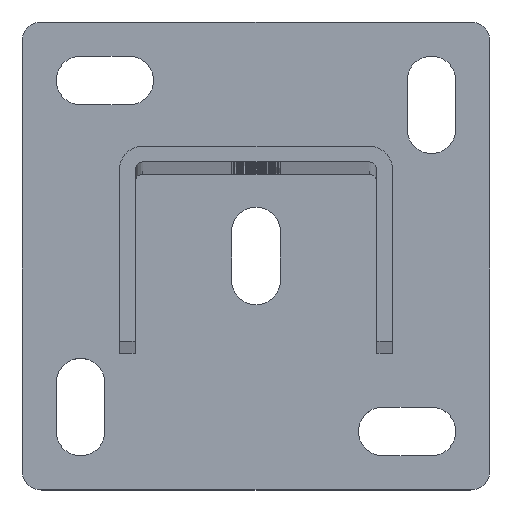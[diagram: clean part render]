
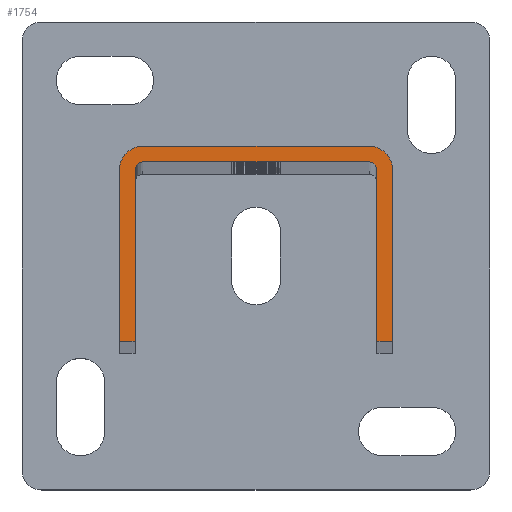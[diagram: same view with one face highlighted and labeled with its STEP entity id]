
A CAD part, top view. The second image highlights one B-rep face of the part: STEP entity #1754.
In plain terms, the highlighted planar face has unit normal (0, 0, 1).
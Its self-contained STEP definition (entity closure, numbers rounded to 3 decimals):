
#13 = DIRECTION ( 'NONE',  ( 0., 0., -1. ) ) ;
#415 = CIRCLE ( 'NONE', #12651, 2. ) ;
#709 = ORIENTED_EDGE ( 'NONE', *, *, #6632, .F. ) ;
#966 = EDGE_CURVE ( 'NONE', #17525, #7407, #12576, .T. ) ;
#1036 = CARTESIAN_POINT ( 'NONE',  ( 29., 25., 1808. ) ) ;
#1076 = DIRECTION ( 'NONE',  ( 0., 0., -1. ) ) ;
#1133 = VECTOR ( 'NONE', #4857, 1000. ) ;
#1341 = VERTEX_POINT ( 'NONE', #10865 ) ;
#1565 = ORIENTED_EDGE ( 'NONE', *, *, #14219, .F. ) ;
#1724 = VERTEX_POINT ( 'NONE', #16812 ) ;
#1754 = ADVANCED_FACE ( 'NONE', ( #14157 ), #17637, .F. ) ;
#1766 = ORIENTED_EDGE ( 'NONE', *, *, #3727, .T. ) ;
#1823 = AXIS2_PLACEMENT_3D ( 'NONE', #9506, #13, #12641 ) ;
#2297 = VERTEX_POINT ( 'NONE', #6547 ) ;
#2648 = CARTESIAN_POINT ( 'NONE',  ( 29., 19., 1808. ) ) ;
#3043 = VECTOR ( 'NONE', #11492, 1000. ) ;
#3066 = EDGE_CURVE ( 'NONE', #4008, #12036, #10367, .T. ) ;
#3247 = ORIENTED_EDGE ( 'NONE', *, *, #9392, .F. ) ;
#3259 = CARTESIAN_POINT ( 'NONE',  ( 35., -25., 1808. ) ) ;
#3727 = EDGE_CURVE ( 'NONE', #8083, #1341, #19205, .T. ) ;
#3785 = VECTOR ( 'NONE', #11401, 1000. ) ;
#3829 = LINE ( 'NONE', #18071, #3043 ) ;
#4008 = VERTEX_POINT ( 'NONE', #1036 ) ;
#4264 = CARTESIAN_POINT ( 'NONE',  ( -29., 19., 1808. ) ) ;
#4433 = VECTOR ( 'NONE', #9531, 1000. ) ;
#4753 = CIRCLE ( 'NONE', #10377, 6. ) ;
#4857 = DIRECTION ( 'NONE',  ( 0., 1., 0. ) ) ;
#4924 = ORIENTED_EDGE ( 'NONE', *, *, #10234, .T. ) ;
#4927 = DIRECTION ( 'NONE',  ( 1., 0., 0. ) ) ;
#5418 = CARTESIAN_POINT ( 'NONE',  ( -29., 21., 1808. ) ) ;
#5547 = DIRECTION ( 'NONE',  ( -1., 0., 0. ) ) ;
#5549 = EDGE_CURVE ( 'NONE', #1724, #11339, #16555, .T. ) ;
#5586 = DIRECTION ( 'NONE',  ( 1., 0., 0. ) ) ;
#6094 = EDGE_LOOP ( 'NONE', ( #1766, #709, #3247, #6893, #12715, #1565, #6593, #16243, #14489, #4924, #9469, #11652 ) ) ;
#6168 = CARTESIAN_POINT ( 'NONE',  ( 31., 19., 1808. ) ) ;
#6256 = CARTESIAN_POINT ( 'NONE',  ( -35., -25., 1808. ) ) ;
#6416 = VECTOR ( 'NONE', #7703, 1000. ) ;
#6547 = CARTESIAN_POINT ( 'NONE',  ( 35., -25., 1808. ) ) ;
#6564 = DIRECTION ( 'NONE',  ( 0., 0., -1. ) ) ;
#6593 = ORIENTED_EDGE ( 'NONE', *, *, #13755, .F. ) ;
#6632 = EDGE_CURVE ( 'NONE', #2297, #1341, #11224, .T. ) ;
#6635 = EDGE_CURVE ( 'NONE', #11339, #8083, #415, .T. ) ;
#6820 = CARTESIAN_POINT ( 'NONE',  ( -29., 25., 1808. ) ) ;
#6893 = ORIENTED_EDGE ( 'NONE', *, *, #3066, .F. ) ;
#7407 = VERTEX_POINT ( 'NONE', #14580 ) ;
#7695 = AXIS2_PLACEMENT_3D ( 'NONE', #17438, #18987, #17526 ) ;
#7703 = DIRECTION ( 'NONE',  ( 0., -1., 0. ) ) ;
#7812 = CARTESIAN_POINT ( 'NONE',  ( 35., 19., 1808. ) ) ;
#8015 = CARTESIAN_POINT ( 'NONE',  ( -31., -25., 1808. ) ) ;
#8083 = VERTEX_POINT ( 'NONE', #6168 ) ;
#9295 = VECTOR ( 'NONE', #11136, 1000. ) ;
#9392 = EDGE_CURVE ( 'NONE', #12036, #2297, #11015, .T. ) ;
#9469 = ORIENTED_EDGE ( 'NONE', *, *, #5549, .T. ) ;
#9506 = CARTESIAN_POINT ( 'NONE',  ( -29., 19., 1808. ) ) ;
#9531 = DIRECTION ( 'NONE',  ( 0., 1., 0. ) ) ;
#10118 = EDGE_CURVE ( 'NONE', #14761, #4008, #19731, .T. ) ;
#10234 = EDGE_CURVE ( 'NONE', #7407, #1724, #10736, .T. ) ;
#10367 = CIRCLE ( 'NONE', #17946, 6. ) ;
#10377 = AXIS2_PLACEMENT_3D ( 'NONE', #4264, #1076, #18111 ) ;
#10736 = CIRCLE ( 'NONE', #1823, 2. ) ;
#10865 = CARTESIAN_POINT ( 'NONE',  ( 31., -25., 1808. ) ) ;
#11015 = LINE ( 'NONE', #7812, #6416 ) ;
#11136 = DIRECTION ( 'NONE',  ( -1., 0., 0. ) ) ;
#11156 = EDGE_CURVE ( 'NONE', #17525, #11790, #3829, .T. ) ;
#11224 = LINE ( 'NONE', #3259, #9295 ) ;
#11339 = VERTEX_POINT ( 'NONE', #18576 ) ;
#11401 = DIRECTION ( 'NONE',  ( 0., -1., 0. ) ) ;
#11492 = DIRECTION ( 'NONE',  ( -1., 0., 0. ) ) ;
#11652 = ORIENTED_EDGE ( 'NONE', *, *, #6635, .T. ) ;
#11790 = VERTEX_POINT ( 'NONE', #6256 ) ;
#12036 = VERTEX_POINT ( 'NONE', #14202 ) ;
#12576 = LINE ( 'NONE', #17306, #4433 ) ;
#12641 = DIRECTION ( 'NONE',  ( 1., 0., 0. ) ) ;
#12651 = AXIS2_PLACEMENT_3D ( 'NONE', #17734, #6564, #14753 ) ;
#12715 = ORIENTED_EDGE ( 'NONE', *, *, #10118, .F. ) ;
#13744 = DIRECTION ( 'NONE',  ( 0., 0., -1. ) ) ;
#13755 = EDGE_CURVE ( 'NONE', #11790, #20322, #19013, .T. ) ;
#14157 = FACE_OUTER_BOUND ( 'NONE', #6094, .T. ) ;
#14202 = CARTESIAN_POINT ( 'NONE',  ( 35., 19., 1808. ) ) ;
#14219 = EDGE_CURVE ( 'NONE', #20322, #14761, #4753, .T. ) ;
#14489 = ORIENTED_EDGE ( 'NONE', *, *, #966, .T. ) ;
#14564 = CARTESIAN_POINT ( 'NONE',  ( -35., -25., 1808. ) ) ;
#14580 = CARTESIAN_POINT ( 'NONE',  ( -31., 19., 1808. ) ) ;
#14715 = VECTOR ( 'NONE', #5586, 1000. ) ;
#14753 = DIRECTION ( 'NONE',  ( 1., 0., 0. ) ) ;
#14761 = VERTEX_POINT ( 'NONE', #6820 ) ;
#15732 = CARTESIAN_POINT ( 'NONE',  ( 31., 19., 1808. ) ) ;
#16243 = ORIENTED_EDGE ( 'NONE', *, *, #11156, .F. ) ;
#16555 = LINE ( 'NONE', #5418, #16791 ) ;
#16652 = CARTESIAN_POINT ( 'NONE',  ( -29., 25., 1808. ) ) ;
#16791 = VECTOR ( 'NONE', #4927, 1000. ) ;
#16812 = CARTESIAN_POINT ( 'NONE',  ( -29., 21., 1808. ) ) ;
#17306 = CARTESIAN_POINT ( 'NONE',  ( -31., -25., 1808. ) ) ;
#17438 = CARTESIAN_POINT ( 'NONE',  ( 29., 19., 1808. ) ) ;
#17525 = VERTEX_POINT ( 'NONE', #8015 ) ;
#17526 = DIRECTION ( 'NONE',  ( -1., 0., 0. ) ) ;
#17637 = PLANE ( 'NONE',  #7695 ) ;
#17689 = CARTESIAN_POINT ( 'NONE',  ( -35., 19., 1808. ) ) ;
#17734 = CARTESIAN_POINT ( 'NONE',  ( 29., 19., 1808. ) ) ;
#17946 = AXIS2_PLACEMENT_3D ( 'NONE', #2648, #13744, #5547 ) ;
#18071 = CARTESIAN_POINT ( 'NONE',  ( -31., -25., 1808. ) ) ;
#18111 = DIRECTION ( 'NONE',  ( -1., 0., 0. ) ) ;
#18576 = CARTESIAN_POINT ( 'NONE',  ( 29., 21., 1808. ) ) ;
#18987 = DIRECTION ( 'NONE',  ( 0., 0., -1. ) ) ;
#19013 = LINE ( 'NONE', #14564, #1133 ) ;
#19205 = LINE ( 'NONE', #15732, #3785 ) ;
#19731 = LINE ( 'NONE', #16652, #14715 ) ;
#20322 = VERTEX_POINT ( 'NONE', #17689 ) ;
